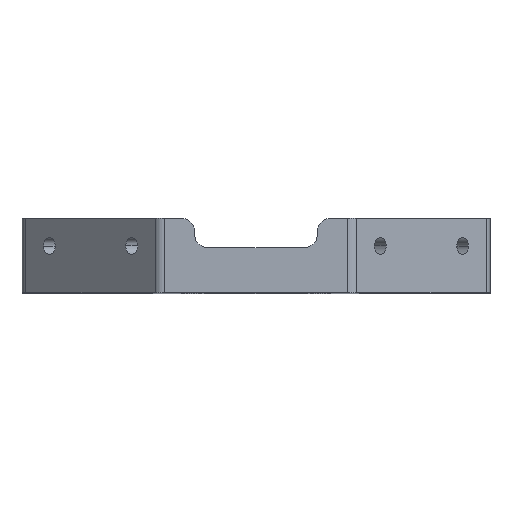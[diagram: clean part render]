
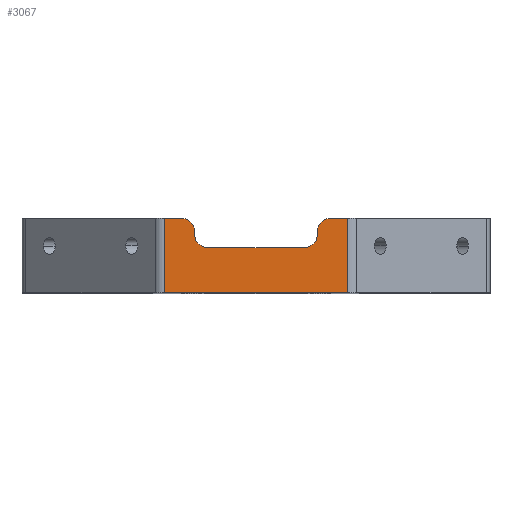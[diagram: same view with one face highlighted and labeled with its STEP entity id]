
A CAD part, top view. The second image highlights one B-rep face of the part: STEP entity #3067.
In plain terms, the highlighted planar face has unit normal (0, 0, 1).
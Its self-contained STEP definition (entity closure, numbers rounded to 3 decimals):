
#18 = VECTOR ( 'NONE', #1429, 1000. ) ;
#24 = LINE ( 'NONE', #1783, #18 ) ;
#27 = ORIENTED_EDGE ( 'NONE', *, *, #2767, .F. ) ;
#89 = ORIENTED_EDGE ( 'NONE', *, *, #4064, .T. ) ;
#94 = DIRECTION ( 'NONE',  ( 1., 0., 0. ) ) ;
#183 = LINE ( 'NONE', #1389, #3588 ) ;
#245 = DIRECTION ( 'NONE',  ( 0., 0., -1. ) ) ;
#359 = CARTESIAN_POINT ( 'NONE',  ( -11.213, 11.5, 32.426 ) ) ;
#557 = AXIS2_PLACEMENT_3D ( 'NONE', #1288, #1259, #5168 ) ;
#610 = CARTESIAN_POINT ( 'NONE',  ( 13.287, 9.5, 32.426 ) ) ;
#633 = LINE ( 'NONE', #2387, #4198 ) ;
#814 = VERTEX_POINT ( 'NONE', #3414 ) ;
#852 = CARTESIAN_POINT ( 'NONE',  ( -10.385, 11.5, 32.426 ) ) ;
#910 = CIRCLE ( 'NONE', #4775, 2. ) ;
#930 = VERTEX_POINT ( 'NONE', #4047 ) ;
#933 = ORIENTED_EDGE ( 'NONE', *, *, #5005, .T. ) ;
#1066 = LINE ( 'NONE', #5312, #4267 ) ;
#1105 = DIRECTION ( 'NONE',  ( 0., 0., -1. ) ) ;
#1259 = DIRECTION ( 'NONE',  ( 0., 0., 1. ) ) ;
#1280 = DIRECTION ( 'NONE',  ( 0., 1., 0. ) ) ;
#1288 = CARTESIAN_POINT ( 'NONE',  ( -7.713, 9.5, 32.426 ) ) ;
#1341 = CARTESIAN_POINT ( 'NONE',  ( -5.713, 9.5, 32.426 ) ) ;
#1380 = CARTESIAN_POINT ( 'NONE',  ( -5.713, 9., 32.426 ) ) ;
#1389 = CARTESIAN_POINT ( 'NONE',  ( 3.787, 7., 32.426 ) ) ;
#1423 = EDGE_CURVE ( 'NONE', #4264, #4951, #910, .T. ) ;
#1429 = DIRECTION ( 'NONE',  ( 1., 0., 0. ) ) ;
#1591 = CARTESIAN_POINT ( 'NONE',  ( 17.958, 11.5, 32.426 ) ) ;
#1604 = FACE_OUTER_BOUND ( 'NONE', #4558, .T. ) ;
#1649 = ORIENTED_EDGE ( 'NONE', *, *, #2416, .F. ) ;
#1709 = VERTEX_POINT ( 'NONE', #610 ) ;
#1781 = EDGE_CURVE ( 'NONE', #930, #4951, #183, .T. ) ;
#1783 = CARTESIAN_POINT ( 'NONE',  ( -11.213, 11.5, 32.426 ) ) ;
#1861 = EDGE_CURVE ( 'NONE', #814, #3984, #3794, .T. ) ;
#1890 = CARTESIAN_POINT ( 'NONE',  ( 13.287, 9., 32.426 ) ) ;
#1891 = EDGE_CURVE ( 'NONE', #814, #1709, #4563, .T. ) ;
#1983 = AXIS2_PLACEMENT_3D ( 'NONE', #359, #245, #2896 ) ;
#1997 = DIRECTION ( 'NONE',  ( 0., 0., 1. ) ) ;
#2070 = CARTESIAN_POINT ( 'NONE',  ( 13.287, 7., 32.426 ) ) ;
#2128 = VERTEX_POINT ( 'NONE', #1380 ) ;
#2131 = VECTOR ( 'NONE', #3839, 1000. ) ;
#2133 = VERTEX_POINT ( 'NONE', #2296 ) ;
#2293 = CIRCLE ( 'NONE', #557, 2. ) ;
#2296 = CARTESIAN_POINT ( 'NONE',  ( -10.385, 0., 32.426 ) ) ;
#2308 = ORIENTED_EDGE ( 'NONE', *, *, #2382, .T. ) ;
#2347 = VERTEX_POINT ( 'NONE', #3316 ) ;
#2382 = EDGE_CURVE ( 'NONE', #2347, #3984, #633, .T. ) ;
#2387 = CARTESIAN_POINT ( 'NONE',  ( 17.958, 11.5, 32.426 ) ) ;
#2416 = EDGE_CURVE ( 'NONE', #4287, #2128, #2622, .T. ) ;
#2456 = CARTESIAN_POINT ( 'NONE',  ( -11.213, 11.5, 32.426 ) ) ;
#2514 = LINE ( 'NONE', #2976, #2131 ) ;
#2622 = LINE ( 'NONE', #4747, #3659 ) ;
#2636 = EDGE_CURVE ( 'NONE', #2786, #5013, #24, .T. ) ;
#2714 = AXIS2_PLACEMENT_3D ( 'NONE', #4731, #1105, #2924 ) ;
#2726 = ORIENTED_EDGE ( 'NONE', *, *, #1861, .F. ) ;
#2767 = EDGE_CURVE ( 'NONE', #4264, #1709, #4683, .T. ) ;
#2786 = VERTEX_POINT ( 'NONE', #852 ) ;
#2896 = DIRECTION ( 'NONE',  ( -1., 0., 0. ) ) ;
#2924 = DIRECTION ( 'NONE',  ( -1., 0., 0. ) ) ;
#2976 = CARTESIAN_POINT ( 'NONE',  ( -11.213, 0., 32.426 ) ) ;
#3067 = ADVANCED_FACE ( 'NONE', ( #1604 ), #3797, .F. ) ;
#3100 = ORIENTED_EDGE ( 'NONE', *, *, #1891, .T. ) ;
#3158 = DIRECTION ( 'NONE',  ( 0., 0., -1. ) ) ;
#3161 = EDGE_CURVE ( 'NONE', #930, #2128, #3175, .T. ) ;
#3175 = CIRCLE ( 'NONE', #2714, 2. ) ;
#3250 = CARTESIAN_POINT ( 'NONE',  ( 11.287, 9., 32.426 ) ) ;
#3316 = CARTESIAN_POINT ( 'NONE',  ( 17.958, 0., 32.426 ) ) ;
#3410 = ORIENTED_EDGE ( 'NONE', *, *, #1781, .F. ) ;
#3414 = CARTESIAN_POINT ( 'NONE',  ( 15.287, 11.5, 32.426 ) ) ;
#3416 = CARTESIAN_POINT ( 'NONE',  ( 15.287, 9.5, 32.426 ) ) ;
#3427 = EDGE_CURVE ( 'NONE', #2786, #2133, #1066, .T. ) ;
#3570 = ORIENTED_EDGE ( 'NONE', *, *, #3161, .T. ) ;
#3588 = VECTOR ( 'NONE', #94, 1000. ) ;
#3659 = VECTOR ( 'NONE', #4364, 1000. ) ;
#3693 = DIRECTION ( 'NONE',  ( 0., -1., 0. ) ) ;
#3708 = DIRECTION ( 'NONE',  ( -1., 0., 0. ) ) ;
#3794 = LINE ( 'NONE', #2456, #3929 ) ;
#3797 = PLANE ( 'NONE',  #1983 ) ;
#3839 = DIRECTION ( 'NONE',  ( 1., 0., 0. ) ) ;
#3929 = VECTOR ( 'NONE', #4614, 1000. ) ;
#3984 = VERTEX_POINT ( 'NONE', #1591 ) ;
#4047 = CARTESIAN_POINT ( 'NONE',  ( -3.713, 7., 32.426 ) ) ;
#4064 = EDGE_CURVE ( 'NONE', #4287, #5013, #2293, .T. ) ;
#4198 = VECTOR ( 'NONE', #5117, 1000. ) ;
#4220 = ORIENTED_EDGE ( 'NONE', *, *, #1423, .T. ) ;
#4240 = VECTOR ( 'NONE', #1280, 1000. ) ;
#4264 = VERTEX_POINT ( 'NONE', #1890 ) ;
#4267 = VECTOR ( 'NONE', #3693, 1000. ) ;
#4287 = VERTEX_POINT ( 'NONE', #1341 ) ;
#4364 = DIRECTION ( 'NONE',  ( 0., -1., 0. ) ) ;
#4558 = EDGE_LOOP ( 'NONE', ( #2726, #3100, #27, #4220, #3410, #3570, #1649, #89, #4959, #4864, #933, #2308 ) ) ;
#4563 = CIRCLE ( 'NONE', #5116, 2. ) ;
#4614 = DIRECTION ( 'NONE',  ( 1., 0., 0. ) ) ;
#4683 = LINE ( 'NONE', #2070, #4240 ) ;
#4731 = CARTESIAN_POINT ( 'NONE',  ( -3.713, 9., 32.426 ) ) ;
#4747 = CARTESIAN_POINT ( 'NONE',  ( -5.713, 7., 32.426 ) ) ;
#4775 = AXIS2_PLACEMENT_3D ( 'NONE', #3250, #3158, #3708 ) ;
#4864 = ORIENTED_EDGE ( 'NONE', *, *, #3427, .T. ) ;
#4951 = VERTEX_POINT ( 'NONE', #5558 ) ;
#4959 = ORIENTED_EDGE ( 'NONE', *, *, #2636, .F. ) ;
#5005 = EDGE_CURVE ( 'NONE', #2133, #2347, #2514, .T. ) ;
#5013 = VERTEX_POINT ( 'NONE', #5124 ) ;
#5116 = AXIS2_PLACEMENT_3D ( 'NONE', #3416, #1997, #5536 ) ;
#5117 = DIRECTION ( 'NONE',  ( 0., 1., 0. ) ) ;
#5124 = CARTESIAN_POINT ( 'NONE',  ( -7.713, 11.5, 32.426 ) ) ;
#5168 = DIRECTION ( 'NONE',  ( -1., 0., 0. ) ) ;
#5312 = CARTESIAN_POINT ( 'NONE',  ( -10.385, 11.5, 32.426 ) ) ;
#5536 = DIRECTION ( 'NONE',  ( -1., 0., 0. ) ) ;
#5558 = CARTESIAN_POINT ( 'NONE',  ( 11.287, 7., 32.426 ) ) ;
